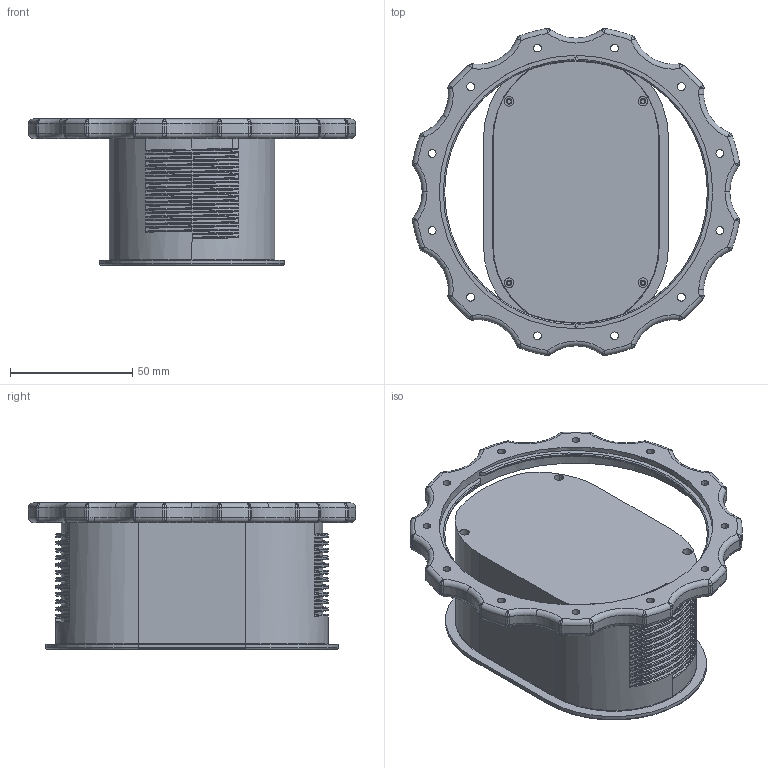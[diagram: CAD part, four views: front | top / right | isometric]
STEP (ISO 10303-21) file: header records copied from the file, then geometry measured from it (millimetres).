
FILE_DESCRIPTION(('STEP AP242'),'1');
FILE_NAME('7053198 + 7053199.STP','2024-01-24T10:59:27',(' '),(' '),'Spatial InterOp 3D',' ',' ');
FILE_SCHEMA(('AP242_MANAGED_MODEL_BASED_3D_ENGINEERING_MIM_LF {1 0 10303 442 1 1 4}'));
Length unit declared in the file: millimetre
Products named in the file (3): 7053198 + 7053199; ASSEM1
Assembly tree (2 placements, depth 2):
  7053198 + 7053199
    ASSEM1
    (unnamed)
Bounding box: 133.93 x 133.93 x 59.8 mm (x, y, z)
Volume: 369026.5 mm3; surface area: 72297.9 mm2
Topology: 2 solids, 4 shells, 735 faces, 1945 edges, 1193 vertices
Faces by surface type: bspline 263, cylinder 224, sphere 96, torus 68, plane 52, cone 32
Entity records: 113890 total; most frequent: CARTESIAN_POINT 94364, ORIENTED_EDGE 3810, DIRECTION 2635, EDGE_CURVE 1905, VERTEX_POINT 1193, AXIS2_PLACEMENT_3D 1127, B_SPLINE_CURVE_WITH_KNOTS 872, EDGE_LOOP 776
